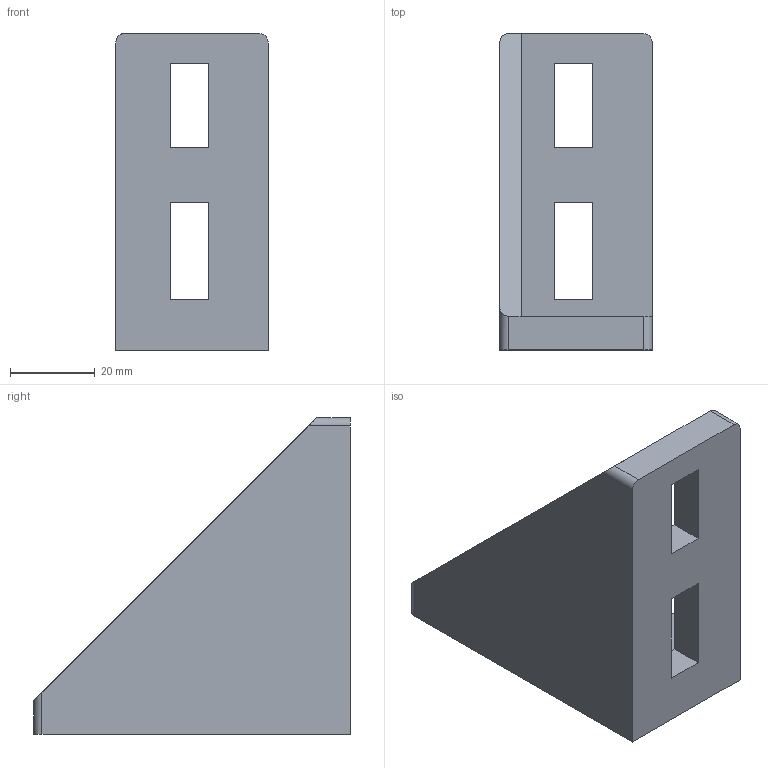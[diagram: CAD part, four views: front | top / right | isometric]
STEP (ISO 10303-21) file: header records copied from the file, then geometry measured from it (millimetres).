
FILE_DESCRIPTION (( 'STEP AP214' ), '1' );
FILE_NAME ('6.04.SPB48.STEP', '2025-06-12T20:45:05', ( '' ), ( '' ), 'SwSTEP 2.0', 'SolidWorks 2023', '' );
FILE_SCHEMA (( 'AUTOMOTIVE_DESIGN' ));
Length unit declared in the file: millimetre
Products named in the file (1): 6.04.SPB48
Bounding box: 36 x 75 x 75 mm (x, y, z)
Volume: 45898.3 mm3; surface area: 17734.3 mm2
Topology: 1 solids, 1 shells, 30 faces, 82 edges, 54 vertices
Faces by surface type: plane 26, cylinder 4
Entity records: 975 total; most frequent: CARTESIAN_POINT 173, ORIENTED_EDGE 164, DIRECTION 148, EDGE_CURVE 82, LINE 74, VECTOR 74, VERTEX_POINT 54, EDGE_LOOP 38
